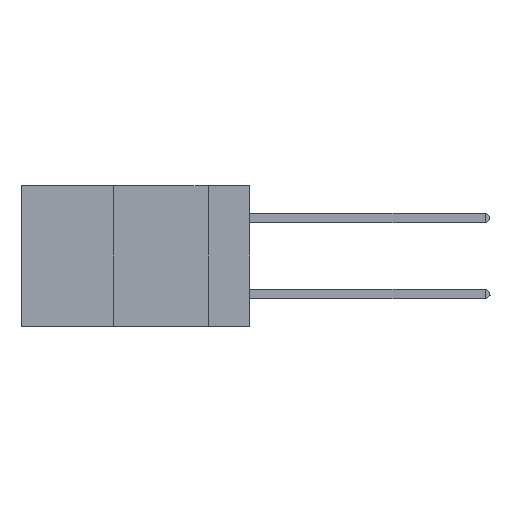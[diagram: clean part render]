
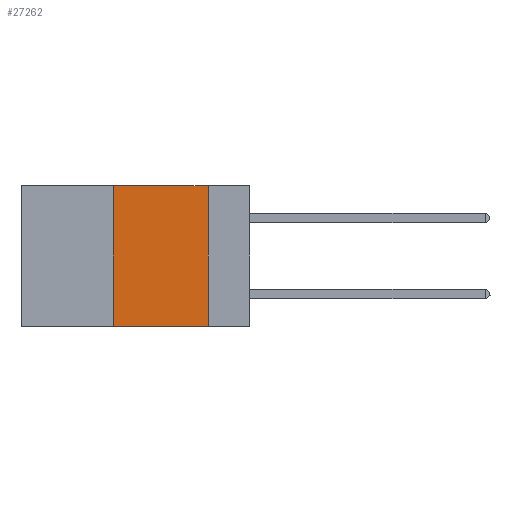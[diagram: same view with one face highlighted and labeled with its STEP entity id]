
A CAD part, left-side view. The second image highlights one B-rep face of the part: STEP entity #27262.
In plain terms, the highlighted planar face has unit normal (-1, 0, 0).
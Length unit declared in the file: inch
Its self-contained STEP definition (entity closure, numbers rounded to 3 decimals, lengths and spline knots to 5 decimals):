
#832 = DIRECTION ( 'NONE',  ( 0., 0., 1. ) ) ;
#873 = ORIENTED_EDGE ( 'NONE', *, *, #5484, .F. ) ;
#1771 = FACE_OUTER_BOUND ( 'NONE', #41132, .T. ) ;
#3607 = VECTOR ( 'NONE', #25478, 39.37008 ) ;
#3642 = AXIS2_PLACEMENT_3D ( 'NONE', #41874, #26339, #33740 ) ;
#3703 = CARTESIAN_POINT ( 'NONE',  ( 0., 0.36, 0. ) ) ;
#5484 = EDGE_CURVE ( 'NONE', #35514, #13034, #10891, .T. ) ;
#8009 = DIRECTION ( 'NONE',  ( 0., -1., 0. ) ) ;
#8864 = ORIENTED_EDGE ( 'NONE', *, *, #35116, .F. ) ;
#10891 = LINE ( 'NONE', #21604, #14195 ) ;
#11001 = ORIENTED_EDGE ( 'NONE', *, *, #27119, .F. ) ;
#11115 = VECTOR ( 'NONE', #832, 39.37008 ) ;
#13034 = VERTEX_POINT ( 'NONE', #21226 ) ;
#14195 = VECTOR ( 'NONE', #8009, 39.37008 ) ;
#15759 = CARTESIAN_POINT ( 'NONE',  ( 0., 0.6, -0.37 ) ) ;
#19130 = LINE ( 'NONE', #21977, #3607 ) ;
#20833 = LINE ( 'NONE', #3703, #11115 ) ;
#21226 = CARTESIAN_POINT ( 'NONE',  ( 0., 0.11, 0. ) ) ;
#21604 = CARTESIAN_POINT ( 'NONE',  ( 0., 0.6, 0. ) ) ;
#21977 = CARTESIAN_POINT ( 'NONE',  ( 0., 0.11, 0. ) ) ;
#22097 = DIRECTION ( 'NONE',  ( 0., -1., 0. ) ) ;
#22838 = EDGE_CURVE ( 'NONE', #41635, #41458, #32144, .T. ) ;
#22886 = ORIENTED_EDGE ( 'NONE', *, *, #22838, .T. ) ;
#23325 = CARTESIAN_POINT ( 'NONE',  ( 0., 0.36, -0.37 ) ) ;
#25478 = DIRECTION ( 'NONE',  ( 0., 0., -1. ) ) ;
#26339 = DIRECTION ( 'NONE',  ( 1., 0., 0. ) ) ;
#26607 = VECTOR ( 'NONE', #22097, 39.37008 ) ;
#27119 = EDGE_CURVE ( 'NONE', #13034, #41458, #19130, .T. ) ;
#27262 = ADVANCED_FACE ( 'NONE', ( #1771 ), #28542, .F. ) ;
#28542 = PLANE ( 'NONE',  #3642 ) ;
#29992 = CARTESIAN_POINT ( 'NONE',  ( 0., 0.36, 0. ) ) ;
#32144 = LINE ( 'NONE', #15759, #26607 ) ;
#33740 = DIRECTION ( 'NONE',  ( 0., 0., -1. ) ) ;
#35116 = EDGE_CURVE ( 'NONE', #41635, #35514, #20833, .T. ) ;
#35514 = VERTEX_POINT ( 'NONE', #29992 ) ;
#38855 = CARTESIAN_POINT ( 'NONE',  ( 0., 0.11, -0.37 ) ) ;
#41132 = EDGE_LOOP ( 'NONE', ( #11001, #873, #8864, #22886 ) ) ;
#41458 = VERTEX_POINT ( 'NONE', #38855 ) ;
#41635 = VERTEX_POINT ( 'NONE', #23325 ) ;
#41874 = CARTESIAN_POINT ( 'NONE',  ( 0., 0.6, 0. ) ) ;
